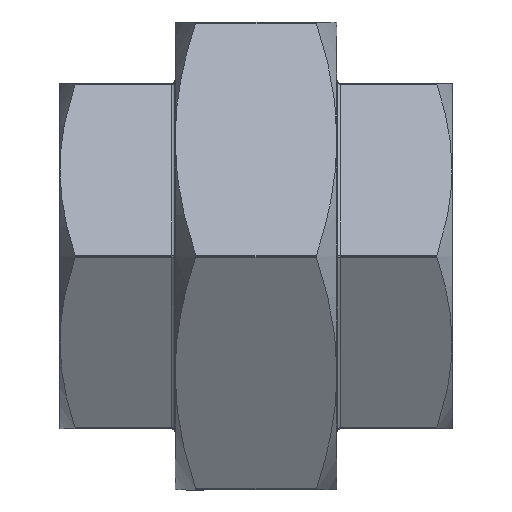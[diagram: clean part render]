
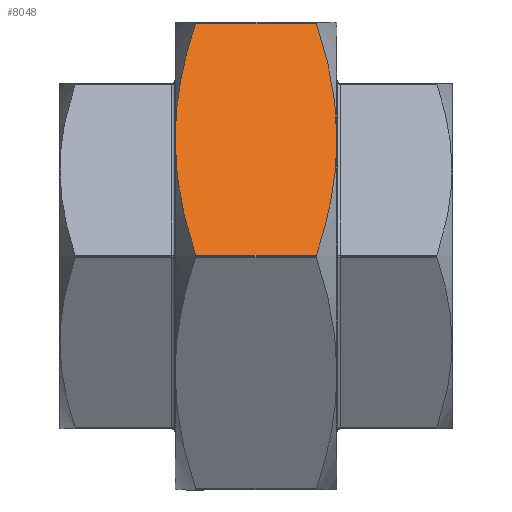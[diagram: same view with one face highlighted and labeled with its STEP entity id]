
A CAD part, front view. The second image highlights one B-rep face of the part: STEP entity #8048.
In plain terms, the highlighted planar face has unit normal (0, -0.866, 0.5).
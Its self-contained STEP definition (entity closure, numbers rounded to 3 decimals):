
#502 = DIRECTION ( 'NONE',  ( 0., 0.5, 0.866 ) ) ;
#640 = CARTESIAN_POINT ( 'NONE',  ( -11.25, -28.146, 16.25 ) ) ;
#727 = ORIENTED_EDGE ( 'NONE', *, *, #7434, .T. ) ;
#804 = EDGE_CURVE ( 'NONE', #7446, #6069, #9500, .T. ) ;
#1454 = FACE_OUTER_BOUND ( 'NONE', #10202, .T. ) ;
#1646 = CARTESIAN_POINT ( 'NONE',  ( 8.397, -37.441, 0.15 ) ) ;
#1766 = VECTOR ( 'NONE', #8440, 1000. ) ;
#2954 = CARTESIAN_POINT ( 'NONE',  ( -8.397, -18.85, 32.35 ) ) ;
#2994 = ORIENTED_EDGE ( 'NONE', *, *, #9141, .F. ) ;
#3039 = CARTESIAN_POINT ( 'NONE',  ( -11.25, -32.465, 8.769 ) ) ;
#3247 = CARTESIAN_POINT ( 'NONE',  ( 8.397, -18.85, 32.35 ) ) ;
#4492 = ORIENTED_EDGE ( 'NONE', *, *, #9001, .F. ) ;
#4591 = DIRECTION ( 'NONE',  ( -1., 0., 0. ) ) ;
#4856 = VERTEX_POINT ( 'NONE', #3247 ) ;
#4963 = VECTOR ( 'NONE', #4591, 1000. ) ;
#5931 = LINE ( 'NONE', #9778, #4963 ) ;
#5967 = CARTESIAN_POINT ( 'NONE',  ( 11.25, -28.146, 16.25 ) ) ;
#6069 = VERTEX_POINT ( 'NONE', #8726 ) ;
#6249 = LINE ( 'NONE', #9456, #1766 ) ;
#6270 = CARTESIAN_POINT ( 'NONE',  ( -8.397, -37.441, 0.15 ) ) ;
#6562 = CARTESIAN_POINT ( 'NONE',  ( 11.25, -28.146, 16.25 ) ) ;
#7064 = EDGE_CURVE ( 'NONE', #9315, #11027, #8940, .T. ) ;
#7434 = EDGE_CURVE ( 'NONE', #6069, #10452, #10766, .T. ) ;
#7446 = VERTEX_POINT ( 'NONE', #2954 ) ;
#7887 = ORIENTED_EDGE ( 'NONE', *, *, #9958, .T. ) ;
#8048 = ADVANCED_FACE ( 'NONE', ( #1454 ), #13008, .T. ) ;
#8209 = ORIENTED_EDGE ( 'NONE', *, *, #7064, .T. ) ;
#8440 = DIRECTION ( 'NONE',  ( 1., 0., 0. ) ) ;
#8726 = CARTESIAN_POINT ( 'NONE',  ( -11.25, -28.146, 16.25 ) ) ;
#8814 = CARTESIAN_POINT ( 'NONE',  ( -11.25, -23.827, 23.731 ) ) ;
#8940 =( BOUNDED_CURVE ( )  B_SPLINE_CURVE ( 2, ( #11129, #10026, #5967 ),
 .UNSPECIFIED., .F., .F. ) 
 B_SPLINE_CURVE_WITH_KNOTS ( ( 3, 3 ),
 ( 0.769, 2.769 ),
 .UNSPECIFIED. ) 
 CURVE ( )  GEOMETRIC_REPRESENTATION_ITEM ( )  RATIONAL_B_SPLINE_CURVE ( ( 1.029, 1.052, 1. ) ) 
 REPRESENTATION_ITEM ( '' )  );
#9001 = EDGE_CURVE ( 'NONE', #7446, #4856, #6249, .T. ) ;
#9141 = EDGE_CURVE ( 'NONE', #9315, #10452, #5931, .T. ) ;
#9315 = VERTEX_POINT ( 'NONE', #1646 ) ;
#9456 = CARTESIAN_POINT ( 'NONE',  ( 0., -18.85, 32.35 ) ) ;
#9500 =( BOUNDED_CURVE ( )  B_SPLINE_CURVE ( 2, ( #13064, #8814, #10858 ),
 .UNSPECIFIED., .F., .F. ) 
 B_SPLINE_CURVE_WITH_KNOTS ( ( 3, 3 ),
 ( 0.769, 2.769 ),
 .UNSPECIFIED. ) 
 CURVE ( )  GEOMETRIC_REPRESENTATION_ITEM ( )  RATIONAL_B_SPLINE_CURVE ( ( 1.029, 1.052, 1. ) ) 
 REPRESENTATION_ITEM ( '' )  );
#9778 = CARTESIAN_POINT ( 'NONE',  ( 0., -37.441, 0.15 ) ) ;
#9958 = EDGE_CURVE ( 'NONE', #11027, #4856, #10455, .T. ) ;
#10026 = CARTESIAN_POINT ( 'NONE',  ( 11.25, -32.465, 8.769 ) ) ;
#10202 = EDGE_LOOP ( 'NONE', ( #2994, #8209, #7887, #4492, #13074, #727 ) ) ;
#10237 = CARTESIAN_POINT ( 'NONE',  ( -8.397, -37.441, 0.15 ) ) ;
#10452 = VERTEX_POINT ( 'NONE', #6270 ) ;
#10455 =( BOUNDED_CURVE ( )  B_SPLINE_CURVE ( 2, ( #11719, #10577, #12659 ),
 .UNSPECIFIED., .F., .F. ) 
 B_SPLINE_CURVE_WITH_KNOTS ( ( 3, 3 ),
 ( 2.769, 4.769 ),
 .UNSPECIFIED. ) 
 CURVE ( )  GEOMETRIC_REPRESENTATION_ITEM ( )  RATIONAL_B_SPLINE_CURVE ( ( 1., 1.052, 1.029 ) ) 
 REPRESENTATION_ITEM ( '' )  );
#10577 = CARTESIAN_POINT ( 'NONE',  ( 11.25, -23.827, 23.731 ) ) ;
#10766 =( BOUNDED_CURVE ( )  B_SPLINE_CURVE ( 2, ( #640, #3039, #10237 ),
 .UNSPECIFIED., .F., .F. ) 
 B_SPLINE_CURVE_WITH_KNOTS ( ( 3, 3 ),
 ( 2.769, 4.769 ),
 .UNSPECIFIED. ) 
 CURVE ( )  GEOMETRIC_REPRESENTATION_ITEM ( )  RATIONAL_B_SPLINE_CURVE ( ( 1., 1.052, 1.029 ) ) 
 REPRESENTATION_ITEM ( '' )  );
#10793 = DIRECTION ( 'NONE',  ( 0., -0.866, 0.5 ) ) ;
#10858 = CARTESIAN_POINT ( 'NONE',  ( -11.25, -28.146, 16.25 ) ) ;
#11027 = VERTEX_POINT ( 'NONE', #6562 ) ;
#11129 = CARTESIAN_POINT ( 'NONE',  ( 8.397, -37.441, 0.15 ) ) ;
#11719 = CARTESIAN_POINT ( 'NONE',  ( 11.25, -28.146, 16.25 ) ) ;
#12193 = AXIS2_PLACEMENT_3D ( 'NONE', #12912, #10793, #502 ) ;
#12659 = CARTESIAN_POINT ( 'NONE',  ( 8.397, -18.85, 32.35 ) ) ;
#12912 = CARTESIAN_POINT ( 'NONE',  ( 0., -37.528, 0. ) ) ;
#13008 = PLANE ( 'NONE',  #12193 ) ;
#13064 = CARTESIAN_POINT ( 'NONE',  ( -8.397, -18.85, 32.35 ) ) ;
#13074 = ORIENTED_EDGE ( 'NONE', *, *, #804, .T. ) ;
